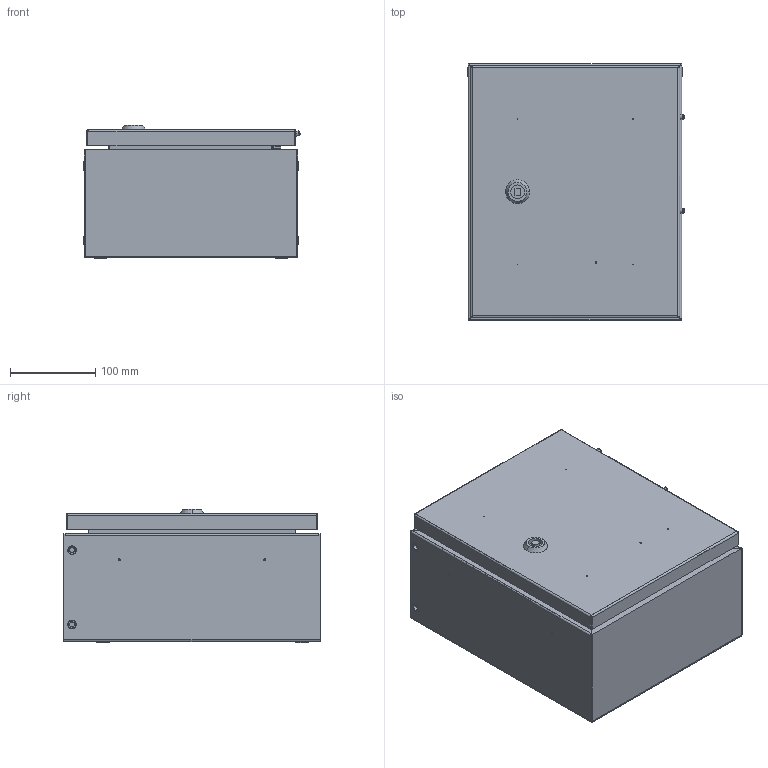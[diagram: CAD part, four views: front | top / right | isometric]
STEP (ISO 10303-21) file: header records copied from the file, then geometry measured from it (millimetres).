
FILE_DESCRIPTION (( 'STEP AP214' ), '1' );
FILE_NAME ('IP-SS302515_stp.step', '2025-04-28T12:33:48', ( '' ), ( '' ), 'SwSTEP 2.0', 'SolidWorks 2023', '' );
FILE_SCHEMA (( 'AUTOMOTIVE_DESIGN' ));
Length unit declared in the file: millimetre
Products named in the file (1): IP-SS302515_stp
Bounding box: 253.85 x 300 x 156.5 mm (x, y, z)
Volume: 676020.2 mm3; surface area: 896111.7 mm2
Topology: 56 solids, 57 shells, 1923 faces, 4530 edges, 2784 vertices
Faces by surface type: plane 740, cylinder 645, cone 470, bspline 42, torus 26
Entity records: 59314 total; most frequent: CARTESIAN_POINT 14390, DIRECTION 9430, ORIENTED_EDGE 9060, EDGE_CURVE 4530, AXIS2_PLACEMENT_3D 3636, VERTEX_POINT 2784, VECTOR 2158, LINE 2158
